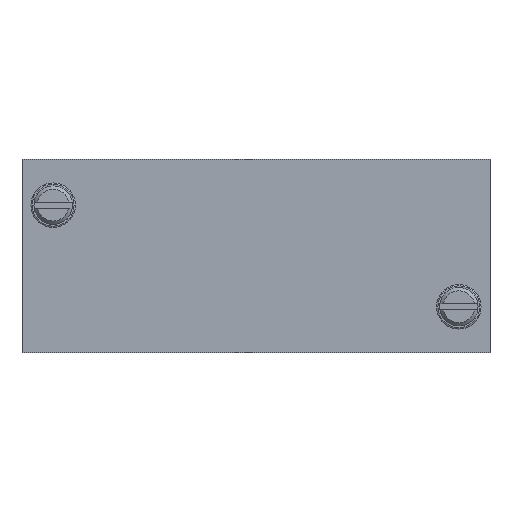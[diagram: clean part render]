
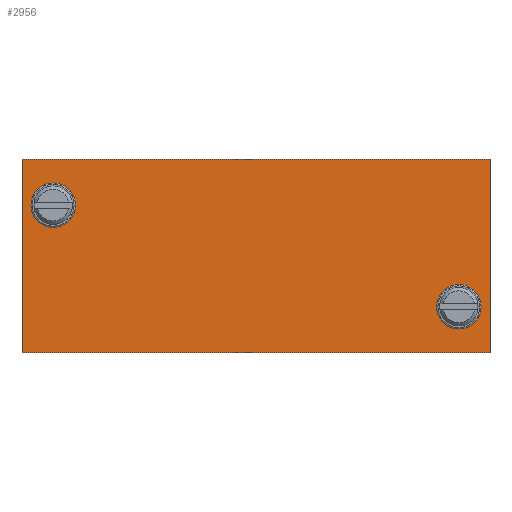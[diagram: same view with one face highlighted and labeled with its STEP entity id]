
A CAD part, top view. The second image highlights one B-rep face of the part: STEP entity #2956.
In plain terms, the highlighted planar face has unit normal (0, 0, 1).
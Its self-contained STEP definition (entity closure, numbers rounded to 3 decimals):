
#53=DIRECTION('',(0.,-1.,0.));
#54=VECTOR('',#53,30.5);
#55=CARTESIAN_POINT('',(-36.833,15.25,2.));
#56=LINE('',#55,#54);
#57=DIRECTION('',(-1.,0.,0.));
#58=VECTOR('',#57,73.667);
#59=CARTESIAN_POINT('',(36.833,15.25,2.));
#60=LINE('',#59,#58);
#61=DIRECTION('',(0.,1.,0.));
#62=VECTOR('',#61,30.5);
#63=CARTESIAN_POINT('',(36.833,-15.25,2.));
#64=LINE('',#63,#62);
#65=DIRECTION('',(1.,0.,0.));
#66=VECTOR('',#65,73.667);
#67=CARTESIAN_POINT('',(-36.833,-15.25,2.));
#68=LINE('',#67,#66);
#69=CARTESIAN_POINT('',(-31.933,8.,2.));
#70=DIRECTION('',(0.,0.,1.));
#71=DIRECTION('',(1.,0.,0.));
#72=AXIS2_PLACEMENT_3D('',#69,#70,#71);
#74=CARTESIAN_POINT('',(-31.933,8.,2.));
#75=DIRECTION('',(0.,0.,1.));
#76=DIRECTION('',(-1.,0.,0.));
#77=AXIS2_PLACEMENT_3D('',#74,#75,#76);
#79=CARTESIAN_POINT('',(31.933,-8.,2.));
#80=DIRECTION('',(0.,0.,1.));
#81=DIRECTION('',(1.,0.,0.));
#82=AXIS2_PLACEMENT_3D('',#79,#80,#81);
#84=CARTESIAN_POINT('',(31.933,-8.,2.));
#85=DIRECTION('',(0.,0.,1.));
#86=DIRECTION('',(-1.,0.,0.));
#87=AXIS2_PLACEMENT_3D('',#84,#85,#86);
#2385=CARTESIAN_POINT('',(-36.833,15.25,2.));
#2386=CARTESIAN_POINT('',(-36.833,-15.25,2.));
#2387=VERTEX_POINT('',#2385);
#2388=VERTEX_POINT('',#2386);
#2389=CARTESIAN_POINT('',(36.833,-15.25,2.));
#2390=VERTEX_POINT('',#2389);
#2391=CARTESIAN_POINT('',(36.833,15.25,2.));
#2392=VERTEX_POINT('',#2391);
#2405=CARTESIAN_POINT('',(-28.433,8.,2.));
#2406=CARTESIAN_POINT('',(-35.433,8.,2.));
#2407=VERTEX_POINT('',#2405);
#2408=VERTEX_POINT('',#2406);
#2425=CARTESIAN_POINT('',(35.433,-8.,2.));
#2426=CARTESIAN_POINT('',(28.433,-8.,2.));
#2427=VERTEX_POINT('',#2425);
#2428=VERTEX_POINT('',#2426);
#2933=CARTESIAN_POINT('',(0.,0.,2.));
#2934=DIRECTION('',(0.,0.,1.));
#2935=DIRECTION('',(1.,0.,0.));
#2936=AXIS2_PLACEMENT_3D('',#2933,#2934,#2935);
#2937=PLANE('',#2936);
#2938=ORIENTED_EDGE('',*,*,#2885,.F.);
#2939=ORIENTED_EDGE('',*,*,#2900,.F.);
#2940=ORIENTED_EDGE('',*,*,#2914,.F.);
#2941=ORIENTED_EDGE('',*,*,#2927,.F.);
#2942=EDGE_LOOP('',(#2938,#2939,#2940,#2941));
#2943=FACE_OUTER_BOUND('',#2942,.F.);
#2945=ORIENTED_EDGE('',*,*,#2944,.T.);
#2947=ORIENTED_EDGE('',*,*,#2946,.T.);
#2948=EDGE_LOOP('',(#2945,#2947));
#2949=FACE_BOUND('',#2948,.F.);
#2951=ORIENTED_EDGE('',*,*,#2950,.T.);
#2953=ORIENTED_EDGE('',*,*,#2952,.T.);
#2954=EDGE_LOOP('',(#2951,#2953));
#2955=FACE_BOUND('',#2954,.F.);
#2956=ADVANCED_FACE('',(#2943,#2949,#2955),#2937,.T.);
#73=CIRCLE('',#72,3.5);
#78=CIRCLE('',#77,3.5);
#83=CIRCLE('',#82,3.5);
#88=CIRCLE('',#87,3.5);
#2885=EDGE_CURVE('',#2387,#2388,#56,.T.);
#2900=EDGE_CURVE('',#2392,#2387,#60,.T.);
#2914=EDGE_CURVE('',#2390,#2392,#64,.T.);
#2927=EDGE_CURVE('',#2388,#2390,#68,.T.);
#2944=EDGE_CURVE('',#2407,#2408,#73,.T.);
#2946=EDGE_CURVE('',#2408,#2407,#78,.T.);
#2950=EDGE_CURVE('',#2427,#2428,#83,.T.);
#2952=EDGE_CURVE('',#2428,#2427,#88,.T.);
